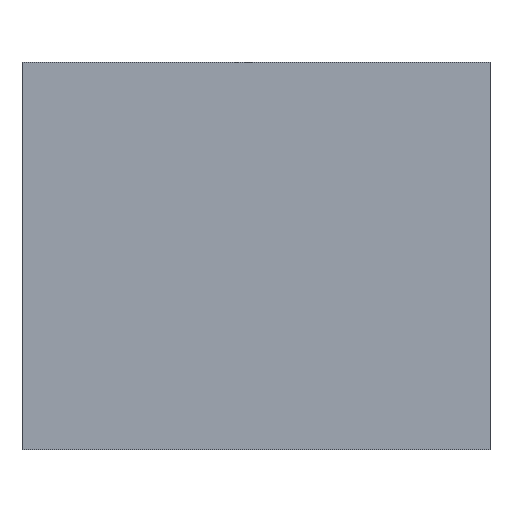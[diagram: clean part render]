
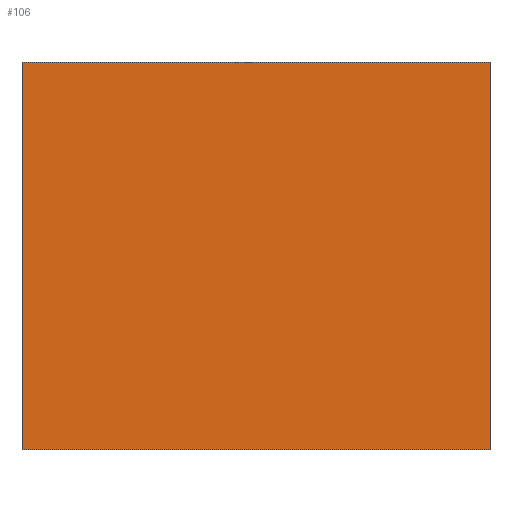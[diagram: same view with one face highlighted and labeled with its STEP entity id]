
A CAD part, top view. The second image highlights one B-rep face of the part: STEP entity #106.
In plain terms, the highlighted planar face has unit normal (0, 0, 1).
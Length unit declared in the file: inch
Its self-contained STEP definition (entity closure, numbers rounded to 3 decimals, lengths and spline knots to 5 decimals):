
#20=FACE_OUTER_BOUND('',#26,.T.);
#26=EDGE_LOOP('',(#91,#92,#93,#94));
#29=LINE('',#161,#41);
#33=LINE('',#168,#45);
#35=LINE('',#173,#47);
#38=LINE('',#178,#50);
#41=VECTOR('',#133,0.3937);
#45=VECTOR('',#139,0.3937);
#47=VECTOR('',#143,0.3937);
#50=VECTOR('',#150,0.3937);
#53=VERTEX_POINT('',#158);
#54=VERTEX_POINT('',#160);
#55=VERTEX_POINT('',#164);
#58=VERTEX_POINT('',#172);
#61=EDGE_CURVE('',#54,#53,#29,.T.);
#65=EDGE_CURVE('',#55,#54,#33,.T.);
#67=EDGE_CURVE('',#58,#55,#35,.T.);
#70=EDGE_CURVE('',#53,#58,#38,.T.);
#91=ORIENTED_EDGE('',*,*,#67,.T.);
#92=ORIENTED_EDGE('',*,*,#65,.T.);
#93=ORIENTED_EDGE('',*,*,#61,.T.);
#94=ORIENTED_EDGE('',*,*,#70,.T.);
#100=PLANE('',#126);
#106=ADVANCED_FACE('',(#20),#100,.T.);
#126=AXIS2_PLACEMENT_3D('',#179,#151,#152);
#133=DIRECTION('',(-1.,0.,0.));
#139=DIRECTION('',(0.,1.,0.));
#143=DIRECTION('',(1.,0.,0.));
#150=DIRECTION('',(0.,-1.,0.));
#151=DIRECTION('center_axis',(0.,0.,1.));
#152=DIRECTION('ref_axis',(1.,0.,0.));
#158=CARTESIAN_POINT('',(-31.125,106.,39.5));
#160=CARTESIAN_POINT('',(0.,106.,39.5));
#161=CARTESIAN_POINT('',(0.,106.,39.5));
#164=CARTESIAN_POINT('',(0.,80.25,39.5));
#168=CARTESIAN_POINT('',(0.,0.,39.5));
#172=CARTESIAN_POINT('',(-31.125,80.25,39.5));
#173=CARTESIAN_POINT('',(-20.78125,80.25,39.5));
#178=CARTESIAN_POINT('',(-31.125,106.,39.5));
#179=CARTESIAN_POINT('Origin',(-15.5625,53.,39.5));
